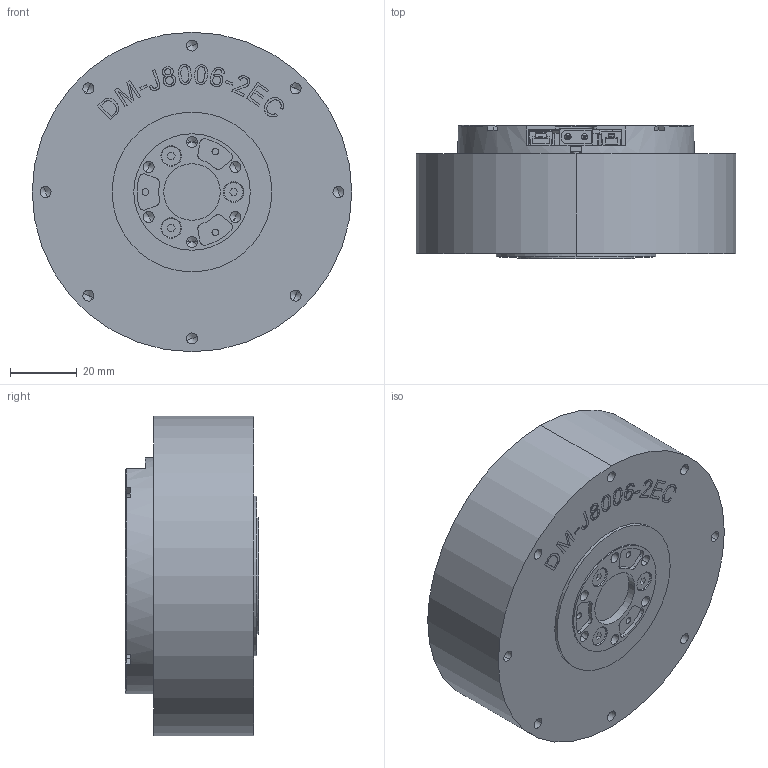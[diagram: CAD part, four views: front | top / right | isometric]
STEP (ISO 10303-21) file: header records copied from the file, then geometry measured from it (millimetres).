
FILE_DESCRIPTION((''),'2;1');
FILE_NAME('DM_J8006-3D_20241127','2024-11-27T18:49:28',('rw'),(''),'CREO PARAMETRIC BY PTC INC, 2020053','CREO PARAMETRIC BY PTC INC, 2020053','');
FILE_SCHEMA(('CONFIG_CONTROL_DESIGN'));
Length unit declared in the file: millimetre
Products named in the file (1): DM_J8006-3D_20241127
Bounding box: 96 x 40 x 96 mm (x, y, z)
Volume: 210917.8 mm3; surface area: 46544.3 mm2
Topology: 1 solids, 1 shells, 1080 faces, 2943 edges, 1919 vertices
Faces by surface type: plane 559, cylinder 197, bspline 191, cone 68, extrusion 61, torus 4
Entity records: 41362 total; most frequent: CARTESIAN_POINT 15229, ORIENTED_EDGE 5798, DIRECTION 4597, EDGE_CURVE 2899, VECTOR 1935, VERTEX_POINT 1919, LINE 1874, AXIS2_PLACEMENT_3D 1331
